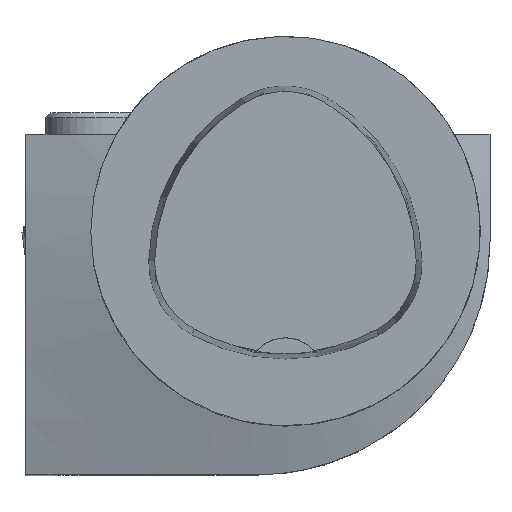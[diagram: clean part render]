
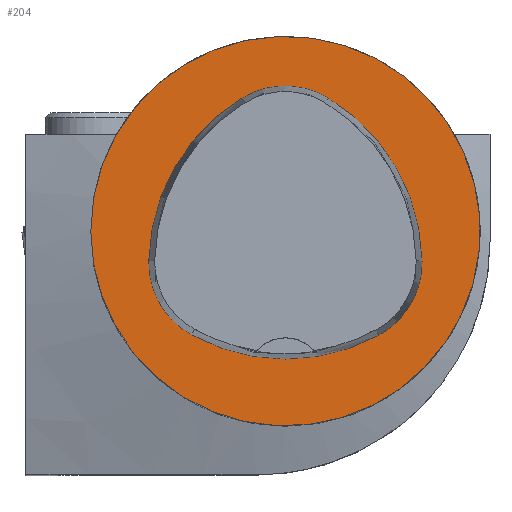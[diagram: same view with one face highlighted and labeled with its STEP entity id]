
A CAD part, top view. The second image highlights one B-rep face of the part: STEP entity #204.
In plain terms, the highlighted planar face has unit normal (0, 0, 1).
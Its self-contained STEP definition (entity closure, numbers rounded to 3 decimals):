
#96=FACE_BOUND('',#419,.T.);
#97=FACE_BOUND('',#420,.T.);
#204=ADVANCED_FACE('',(#96,#97),#263,.T.);
#263=PLANE('',#1706);
#419=EDGE_LOOP('',(#822,#823,#824,#825,#826,#827));
#420=EDGE_LOOP('',(#828));
#473=CIRCLE('',#1673,20.);
#474=CIRCLE('',#1684,20.);
#476=CIRCLE('',#1687,8.5);
#478=CIRCLE('',#1690,20.);
#480=CIRCLE('',#1693,8.5);
#484=CIRCLE('',#1698,20.);
#486=CIRCLE('',#1701,8.5);
#822=ORIENTED_EDGE('',*,*,#1254,.T.);
#823=ORIENTED_EDGE('',*,*,#1234,.T.);
#824=ORIENTED_EDGE('',*,*,#1238,.T.);
#825=ORIENTED_EDGE('',*,*,#1241,.T.);
#826=ORIENTED_EDGE('',*,*,#1244,.T.);
#827=ORIENTED_EDGE('',*,*,#1252,.T.);
#828=ORIENTED_EDGE('',*,*,#1214,.F.);
#1033=VERTEX_POINT('',#2636);
#1052=VERTEX_POINT('',#2696);
#1053=VERTEX_POINT('',#2697);
#1056=VERTEX_POINT('',#2705);
#1058=VERTEX_POINT('',#2711);
#1060=VERTEX_POINT('',#2717);
#1067=VERTEX_POINT('',#2738);
#1214=EDGE_CURVE('',#1033,#1033,#473,.T.);
#1234=EDGE_CURVE('',#1052,#1053,#474,.T.);
#1238=EDGE_CURVE('',#1053,#1056,#476,.T.);
#1241=EDGE_CURVE('',#1056,#1058,#478,.T.);
#1244=EDGE_CURVE('',#1058,#1060,#480,.T.);
#1252=EDGE_CURVE('',#1060,#1067,#484,.T.);
#1254=EDGE_CURVE('',#1067,#1052,#486,.T.);
#1673=AXIS2_PLACEMENT_3D('',#2635,#1993,#1994);
#1684=AXIS2_PLACEMENT_3D('',#2695,#2023,#2024);
#1687=AXIS2_PLACEMENT_3D('',#2704,#2031,#2032);
#1690=AXIS2_PLACEMENT_3D('',#2710,#2038,#2039);
#1693=AXIS2_PLACEMENT_3D('',#2716,#2045,#2046);
#1698=AXIS2_PLACEMENT_3D('',#2739,#2057,#2058);
#1701=AXIS2_PLACEMENT_3D('',#2742,#2063,#2064);
#1706=AXIS2_PLACEMENT_3D('',#2747,#2073,#2074);
#1993=DIRECTION('',(0.,0.,-1.));
#1994=DIRECTION('',(-1.,0.,0.));
#2023=DIRECTION('',(0.,0.,-1.));
#2024=DIRECTION('',(-1.,0.,0.));
#2031=DIRECTION('',(0.,0.,-1.));
#2032=DIRECTION('',(-1.,0.,0.));
#2038=DIRECTION('',(0.,0.,-1.));
#2039=DIRECTION('',(-1.,0.,0.));
#2045=DIRECTION('',(0.,0.,-1.));
#2046=DIRECTION('',(-1.,0.,0.));
#2057=DIRECTION('',(0.,0.,-1.));
#2058=DIRECTION('',(-1.,0.,0.));
#2063=DIRECTION('',(0.,0.,-1.));
#2064=DIRECTION('',(-1.,0.,0.));
#2073=DIRECTION('',(0.,0.,1.));
#2074=DIRECTION('',(1.,0.,0.));
#2635=CARTESIAN_POINT('',(0.,0.,0.));
#2636=CARTESIAN_POINT('',(-20.,0.,0.));
#2695=CARTESIAN_POINT('',(5.955,-3.414,0.));
#2696=CARTESIAN_POINT('',(-14.041,-3.042,0.));
#2697=CARTESIAN_POINT('',(-4.472,13.653,0.));
#2704=CARTESIAN_POINT('',(-0.04,6.4,0.));
#2705=CARTESIAN_POINT('',(4.347,13.68,0.));
#2710=CARTESIAN_POINT('',(-5.976,-3.45,0.));
#2711=CARTESIAN_POINT('',(14.021,-3.075,0.));
#2716=CARTESIAN_POINT('',(5.522,-3.235,0.));
#2717=CARTESIAN_POINT('',(9.588,-10.699,0.));
#2738=CARTESIAN_POINT('',(-9.655,-10.639,0.));
#2739=CARTESIAN_POINT('',(0.022,6.864,0.));
#2742=CARTESIAN_POINT('',(-5.543,-3.2,0.));
#2747=CARTESIAN_POINT('',(0.,0.,0.));
